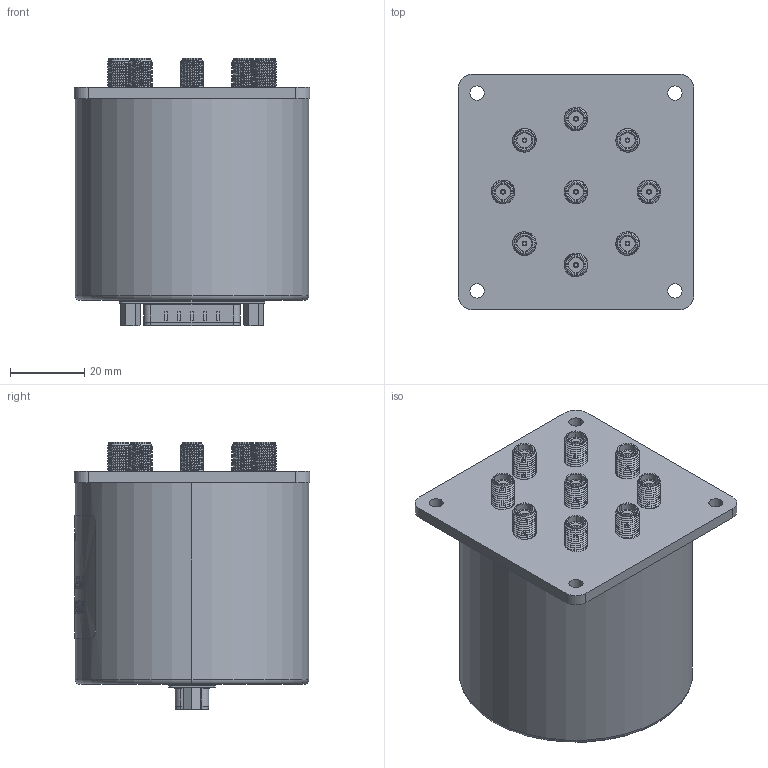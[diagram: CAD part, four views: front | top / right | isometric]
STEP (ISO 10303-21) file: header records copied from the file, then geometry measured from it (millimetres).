
FILE_DESCRIPTION (( 'STEP AP214' ), '1' );
FILE_NAME ('PE71S6384.STEP', '2018-02-09T16:48:07', ( '' ), ( '' ), 'SwSTEP 2.0', 'SolidWorks 2017', '' );
FILE_SCHEMA (( 'AUTOMOTIVE_DESIGN' ));
Length unit declared in the file: inch
Products named in the file (1): PE71S6384
Bounding box: 63.5 x 63.5 x 72.18 mm (x, y, z)
Volume: 185161.5 mm3; surface area: 32608 mm2
Topology: 21 solids, 21 shells, 1208 faces, 3482 edges, 2443 vertices
Faces by surface type: cylinder 555, plane 336, bspline 180, cone 68, torus 39, sphere 30
Entity records: 85861 total; most frequent: CARTESIAN_POINT 43759, ORIENTED_EDGE 6844, DIRECTION 4842, EDGE_CURVE 3422, VERTEX_POINT 2413, AXIS2_PLACEMENT_3D 1863, EDGE_LOOP 1395, ADVANCED_FACE 1208
